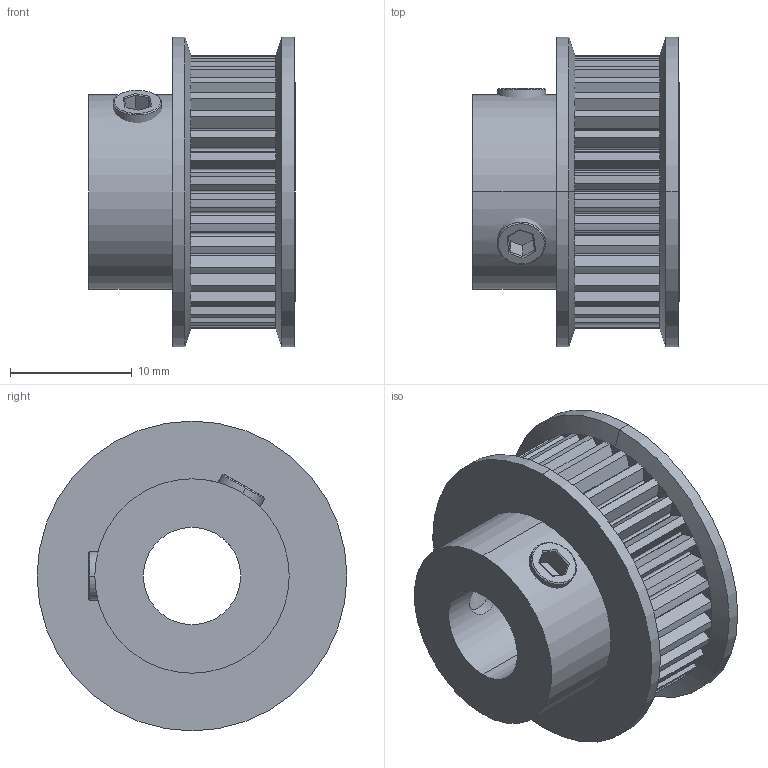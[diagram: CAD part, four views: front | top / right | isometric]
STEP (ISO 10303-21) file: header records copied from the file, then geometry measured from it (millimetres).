
FILE_DESCRIPTION (( 'STEP AP214' ), '1' );
FILE_NAME ('A124 Øêèâ GT2-36, O îòâåðñòèÿ 8 ìì.STEP', '2019-10-17T10:44:02', ( 'Windows User' ), ( '' ), 'SwSTEP 2.0', 'SolidWorks 2019', '' );
FILE_SCHEMA (( 'AUTOMOTIVE_DESIGN' ));
Length unit declared in the file: millimetre
Products named in the file (3): 41-1 (2); S54 妈眚 篑蜞眍忸黜 DIN 916 󊅜_M4(4); A124 Øêèâ GT2-36, O îòâåðñòèÿ 8 ìì
Assembly tree (3 placements, depth 2):
  A124 Øêèâ GT2-36, O îòâåðñòèÿ 8 ìì
    41-1 (2)
    S54 妈眚 篑蜞眍忸黜 DIN 916 󊅜_M4(4)  x2
Bounding box: 17 x 25.5 x 25.5 mm (x, y, z)
Volume: 4598.4 mm3; surface area: 3249.2 mm2
Topology: 3 solids, 3 shells, 295 faces, 689 edges, 400 vertices
Faces by surface type: plane 176, cylinder 103, cone 16
Entity records: 8087 total; most frequent: CARTESIAN_POINT 1503, DIRECTION 1463, ORIENTED_EDGE 1278, EDGE_CURVE 639, AXIS2_PLACEMENT_3D 553, VERTEX_POINT 373, VECTOR 357, LINE 357
